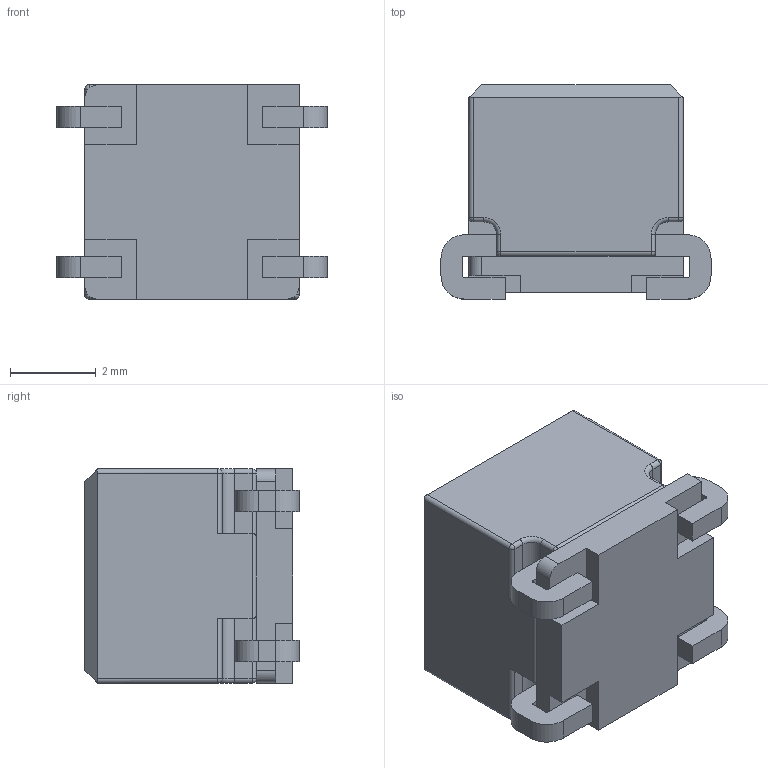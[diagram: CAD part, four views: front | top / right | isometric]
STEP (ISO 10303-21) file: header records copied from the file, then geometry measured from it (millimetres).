
FILE_DESCRIPTION (( 'STEP AP214' ), '1' );
FILE_NAME ('1.STEP', '2019-11-22T05:33:49', ( '' ), ( '' ), 'SwSTEP 2.0', 'SolidWorks 2017', '' );
FILE_SCHEMA (( 'AUTOMOTIVE_DESIGN' ));
Length unit declared in the file: millimetre
Products named in the file (1): 1
Bounding box: 6.3 x 5 x 5 mm (x, y, z)
Volume: 117.6 mm3; surface area: 216.8 mm2
Topology: 6 solids, 6 shells, 143 faces, 361 edges, 222 vertices
Faces by surface type: plane 80, cylinder 51, sphere 8, torus 4
Entity records: 4252 total; most frequent: CARTESIAN_POINT 767, DIRECTION 711, ORIENTED_EDGE 706, EDGE_CURVE 353, VECTOR 251, LINE 251, AXIS2_PLACEMENT_3D 230, VERTEX_POINT 222
